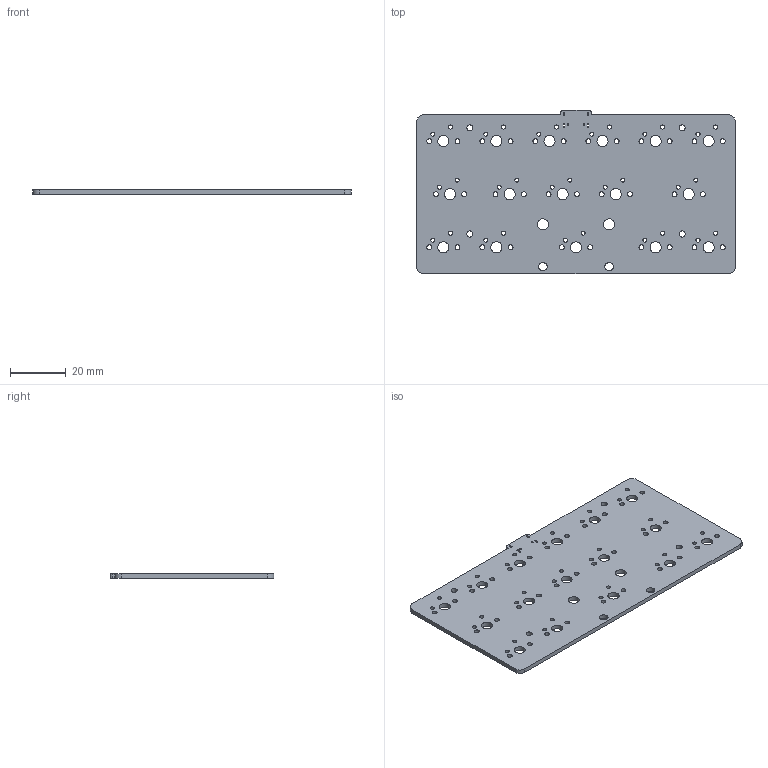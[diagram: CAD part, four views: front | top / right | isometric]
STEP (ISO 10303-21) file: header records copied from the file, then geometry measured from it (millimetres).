
FILE_DESCRIPTION(('KiCad electronic assembly'),'2;1');
FILE_NAME('Masochist.step','2023-07-26T21:43:48',('Pcbnew'),('Kicad'), 'Open CASCADE STEP processor 7.6','KiCad to STEP converter','Unknown' );
FILE_SCHEMA(('AUTOMOTIVE_DESIGN { 1 0 10303 214 1 1 1 1 }'));
Length unit declared in the file: millimetre
Products named in the file (2): Masochist 1; Masochist PCB
Assembly tree (1 placements, depth 2):
  Masochist 1
    Masochist PCB
Bounding box: 114.3 x 58.74 x 1.6 mm (x, y, z)
Volume: 9848.1 mm3; surface area: 13839.3 mm2
Topology: 1 solids, 1 shells, 122 faces, 360 edges, 240 vertices
Faces by surface type: cylinder 104, plane 18
Full cylindrical faces by diameter (mm): 0.65 x2, 1.47 x32, 1.75 x32, 2.2 x4, 3.048 x2, 3.988 x18
Entity records: 9919 total; most frequent: CARTESIAN_POINT 2692, DIRECTION 1328, ORIENTED_EDGE 720, PCURVE 720, DEFINITIONAL_REPRESENTATION 720, LINE 664, VECTOR 664, EDGE_CURVE 360
